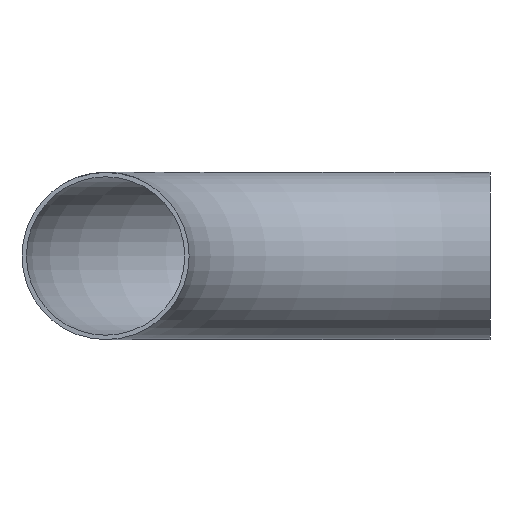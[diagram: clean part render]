
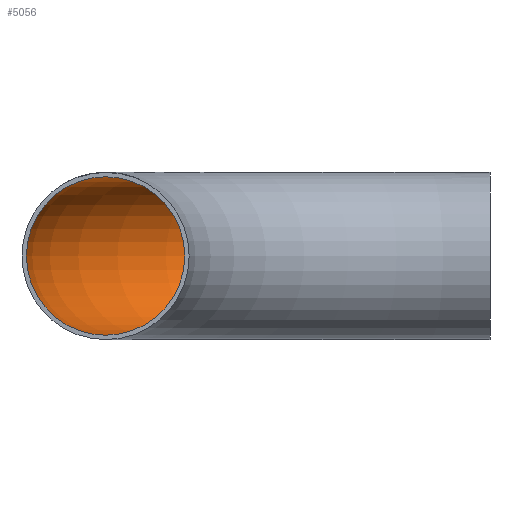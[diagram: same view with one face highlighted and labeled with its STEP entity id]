
A CAD part, front view. The second image highlights one B-rep face of the part: STEP entity #5056.
In plain terms, the highlighted toroidal (fillet/blend) face has major radius 175 mm and minor radius 36.05 mm.
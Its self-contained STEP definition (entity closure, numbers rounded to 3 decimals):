
#321 = CIRCLE ( 'NONE', #15189, 36.05 ) ;
#753 = CARTESIAN_POINT ( 'NONE',  ( 0., 175., 0. ) ) ;
#1815 = CIRCLE ( 'NONE', #9982, 36.05 ) ;
#2710 = DIRECTION ( 'NONE',  ( 0., 1., 0. ) ) ;
#5056 = ADVANCED_FACE ( 'NONE', ( #9636, #21510 ), #7480, .F. ) ;
#5455 = EDGE_LOOP ( 'NONE', ( #13544 ) ) ;
#6156 = DIRECTION ( 'NONE',  ( 1., 0., 0. ) ) ;
#6392 = VERTEX_POINT ( 'NONE', #20160 ) ;
#6860 = DIRECTION ( 'NONE',  ( -1., 0., 0. ) ) ;
#6913 = EDGE_CURVE ( 'NONE', #6392, #6392, #1815, .T. ) ;
#7480 = TOROIDAL_SURFACE ( 'NONE', #18465, 175., 36.05 ) ;
#9636 = FACE_OUTER_BOUND ( 'NONE', #21123, .T. ) ;
#9743 = CARTESIAN_POINT ( 'NONE',  ( 0., 0., 0. ) ) ;
#9982 = AXIS2_PLACEMENT_3D ( 'NONE', #753, #6156, #2710 ) ;
#11379 = CARTESIAN_POINT ( 'NONE',  ( -175., 0., 36.05 ) ) ;
#11827 = DIRECTION ( 'NONE',  ( 0., 1., 0. ) ) ;
#13033 = EDGE_CURVE ( 'NONE', #20049, #20049, #321, .T. ) ;
#13544 = ORIENTED_EDGE ( 'NONE', *, *, #13033, .F. ) ;
#14815 = ORIENTED_EDGE ( 'NONE', *, *, #6913, .T. ) ;
#15189 = AXIS2_PLACEMENT_3D ( 'NONE', #18936, #11827, #20150 ) ;
#18465 = AXIS2_PLACEMENT_3D ( 'NONE', #9743, #19961, #6860 ) ;
#18936 = CARTESIAN_POINT ( 'NONE',  ( -175., 0., 0. ) ) ;
#19961 = DIRECTION ( 'NONE',  ( 0., 0., -1. ) ) ;
#20049 = VERTEX_POINT ( 'NONE', #11379 ) ;
#20150 = DIRECTION ( 'NONE',  ( 0., 0., 1. ) ) ;
#20160 = CARTESIAN_POINT ( 'NONE',  ( 0., 211.05, 0. ) ) ;
#21123 = EDGE_LOOP ( 'NONE', ( #14815 ) ) ;
#21510 = FACE_OUTER_BOUND ( 'NONE', #5455, .T. ) ;
